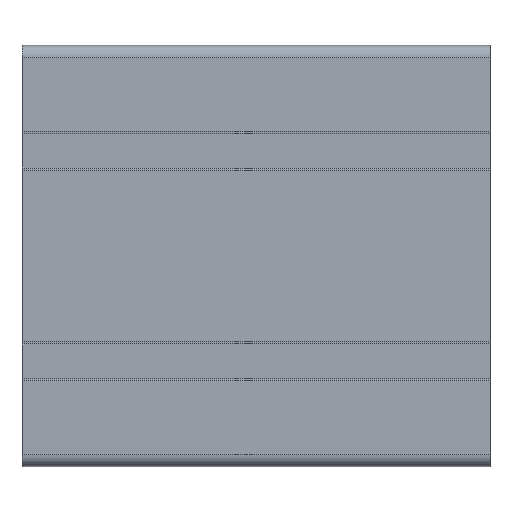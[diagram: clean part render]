
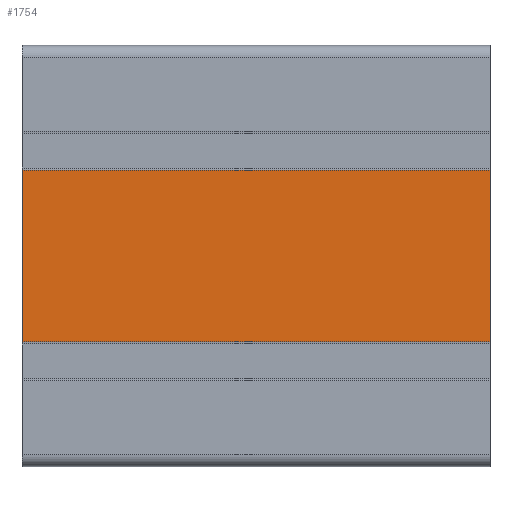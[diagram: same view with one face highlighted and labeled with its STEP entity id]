
A CAD part, front view. The second image highlights one B-rep face of the part: STEP entity #1754.
In plain terms, the highlighted planar face has unit normal (0, -1, 0).
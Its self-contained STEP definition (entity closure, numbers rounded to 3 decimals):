
#46 = DIRECTION ( 'NONE',  ( 0., 0., 1. ) ) ;
#98 = CARTESIAN_POINT ( 'NONE',  ( -40.816, 32.398, 4.15 ) ) ;
#306 = EDGE_CURVE ( 'NONE', #1897, #4046, #2711, .T. ) ;
#414 = DIRECTION ( 'NONE',  ( 0., 0., -1. ) ) ;
#451 = VECTOR ( 'NONE', #3921, 1000. ) ;
#481 = ORIENTED_EDGE ( 'NONE', *, *, #3824, .T. ) ;
#612 = CARTESIAN_POINT ( 'NONE',  ( 59.184, 32.398, 40.85 ) ) ;
#754 = LINE ( 'NONE', #1983, #1474 ) ;
#812 = EDGE_CURVE ( 'NONE', #2309, #3847, #754, .T. ) ;
#980 = CARTESIAN_POINT ( 'NONE',  ( 59.184, 32.398, 4.15 ) ) ;
#1232 = EDGE_CURVE ( 'NONE', #2309, #1897, #3900, .T. ) ;
#1404 = CARTESIAN_POINT ( 'NONE',  ( -40.816, 32.398, 40.85 ) ) ;
#1474 = VECTOR ( 'NONE', #2311, 1000. ) ;
#1663 = CARTESIAN_POINT ( 'NONE',  ( 59.184, 32.398, 4.15 ) ) ;
#1754 = ADVANCED_FACE ( 'NONE', ( #1932 ), #3307, .F. ) ;
#1897 = VERTEX_POINT ( 'NONE', #3451 ) ;
#1932 = FACE_OUTER_BOUND ( 'NONE', #1994, .T. ) ;
#1983 = CARTESIAN_POINT ( 'NONE',  ( 59.184, 32.398, 40.85 ) ) ;
#1994 = EDGE_LOOP ( 'NONE', ( #481, #2640, #3204, #2097 ) ) ;
#2097 = ORIENTED_EDGE ( 'NONE', *, *, #812, .T. ) ;
#2309 = VERTEX_POINT ( 'NONE', #612 ) ;
#2311 = DIRECTION ( 'NONE',  ( -1., 0., 0. ) ) ;
#2350 = CARTESIAN_POINT ( 'NONE',  ( 59.184, 32.398, 4.15 ) ) ;
#2606 = VECTOR ( 'NONE', #4018, 1000. ) ;
#2640 = ORIENTED_EDGE ( 'NONE', *, *, #306, .F. ) ;
#2711 = LINE ( 'NONE', #980, #2606 ) ;
#2781 = LINE ( 'NONE', #98, #3625 ) ;
#3097 = AXIS2_PLACEMENT_3D ( 'NONE', #2350, #3989, #46 ) ;
#3204 = ORIENTED_EDGE ( 'NONE', *, *, #1232, .F. ) ;
#3307 = PLANE ( 'NONE',  #3097 ) ;
#3451 = CARTESIAN_POINT ( 'NONE',  ( 59.184, 32.398, 4.15 ) ) ;
#3625 = VECTOR ( 'NONE', #414, 1000. ) ;
#3778 = CARTESIAN_POINT ( 'NONE',  ( -40.816, 32.398, 4.15 ) ) ;
#3824 = EDGE_CURVE ( 'NONE', #3847, #4046, #2781, .T. ) ;
#3847 = VERTEX_POINT ( 'NONE', #1404 ) ;
#3900 = LINE ( 'NONE', #1663, #451 ) ;
#3921 = DIRECTION ( 'NONE',  ( 0., 0., -1. ) ) ;
#3989 = DIRECTION ( 'NONE',  ( 0., 1., 0. ) ) ;
#4018 = DIRECTION ( 'NONE',  ( -1., 0., 0. ) ) ;
#4046 = VERTEX_POINT ( 'NONE', #3778 ) ;
